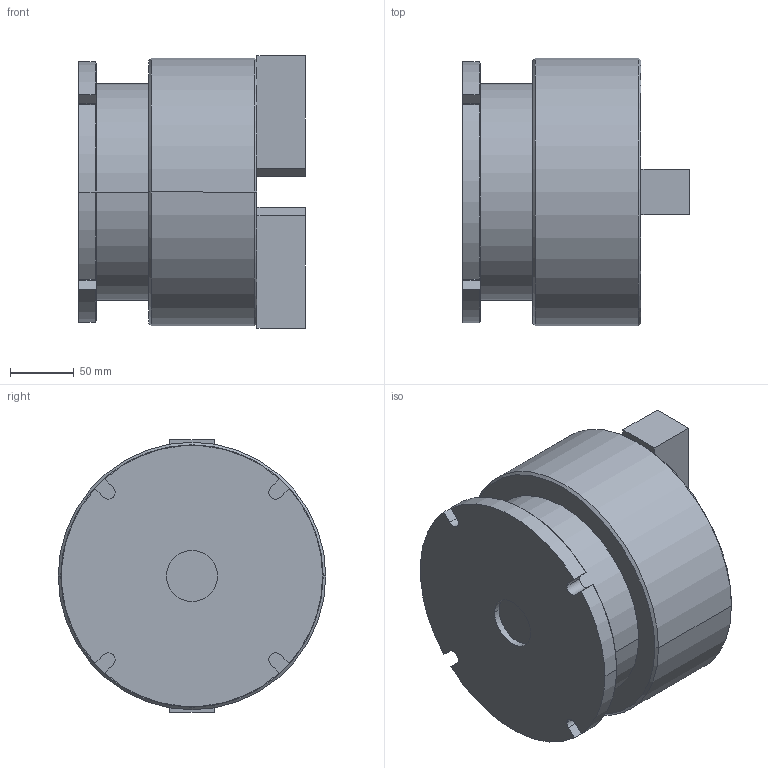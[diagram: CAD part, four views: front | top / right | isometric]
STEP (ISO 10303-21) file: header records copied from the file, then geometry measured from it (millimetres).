
FILE_DESCRIPTION (( 'STEP AP203' ), '1' );
FILE_NAME ('CF-VP-208.STEP', '2019-07-03T07:50:27', ( 'temp' ), ( '' ), 'SwSTEP 2.0', 'SolidWorks 2016', '' );
FILE_SCHEMA (( 'CONFIG_CONTROL_DESIGN' ));
Length unit declared in the file: millimetre
Products named in the file (1): CF-VP-208
Bounding box: 178 x 210 x 214 mm (x, y, z)
Volume: 4548801.8 mm3; surface area: 198190.9 mm2
Topology: 1 solids, 1 shells, 61 faces, 155 edges, 99 vertices
Faces by surface type: plane 33, cylinder 19, cone 9
Entity records: 1925 total; most frequent: CARTESIAN_POINT 340, DIRECTION 326, ORIENTED_EDGE 310, EDGE_CURVE 155, AXIS2_PLACEMENT_3D 117, VERTEX_POINT 99, LINE 92, VECTOR 92
